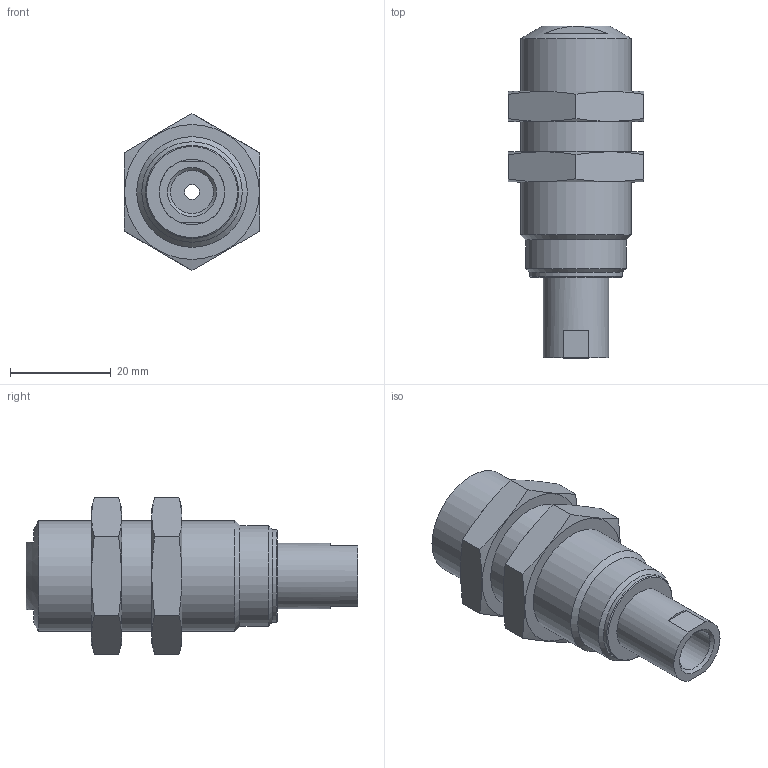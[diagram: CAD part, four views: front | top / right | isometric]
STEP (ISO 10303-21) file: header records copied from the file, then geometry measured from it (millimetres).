
FILE_DESCRIPTION(/* description */ ('STEP AP214'),/* implementation_level */ '2;1');
FILE_NAME(/* name */ '151210_VAL-1_8-10',/* time_stamp */ '2024-09-12T14:23:56+02:00',/* author */ ('License CC BY-ND 4.0'),/* organization */ ('CADENAS'),/* preprocessor_version */ 'ST-DEVELOPER v19.3',/* originating_system */ 'PARTsolutions',/* authorisation */ ' ');
FILE_SCHEMA (('AUTOMOTIVE_DESIGN {1 0 10303 214 3 1 1}'));
Length unit declared in the file: millimetre
Products named in the file (3): 151210 VAL-1/8-10---(0); 151210 VAL-1/8-10---(0_p); 337143 VAL-1/8-10 M22X1.5-6-27
Assembly tree (3 placements, depth 2):
  151210 VAL-1/8-10---(0)
    151210 VAL-1/8-10---(0_p)
    337143 VAL-1/8-10 M22X1.5-6-27  x2
Bounding box: 27 x 66 x 31.18 mm (x, y, z)
Volume: 22262 mm3; surface area: 8463.9 mm2
Topology: 3 solids, 3 shells, 52 faces, 113 edges, 72 vertices
Faces by surface type: plane 29, cone 14, cylinder 9
Full cylindrical faces by diameter (mm): 3 x1, 8.566 x2, 13 x1, 18.5 x1, 20 x1, 20.376 x2, 22 x1
Entity records: 1030 total; most frequent: CARTESIAN_POINT 209, DIRECTION 160, ORIENTED_EDGE 118, AXIS2_PLACEMENT_3D 72, EDGE_LOOP 66, FACE_BOUND 66, EDGE_CURVE 59, VERTEX_POINT 47
